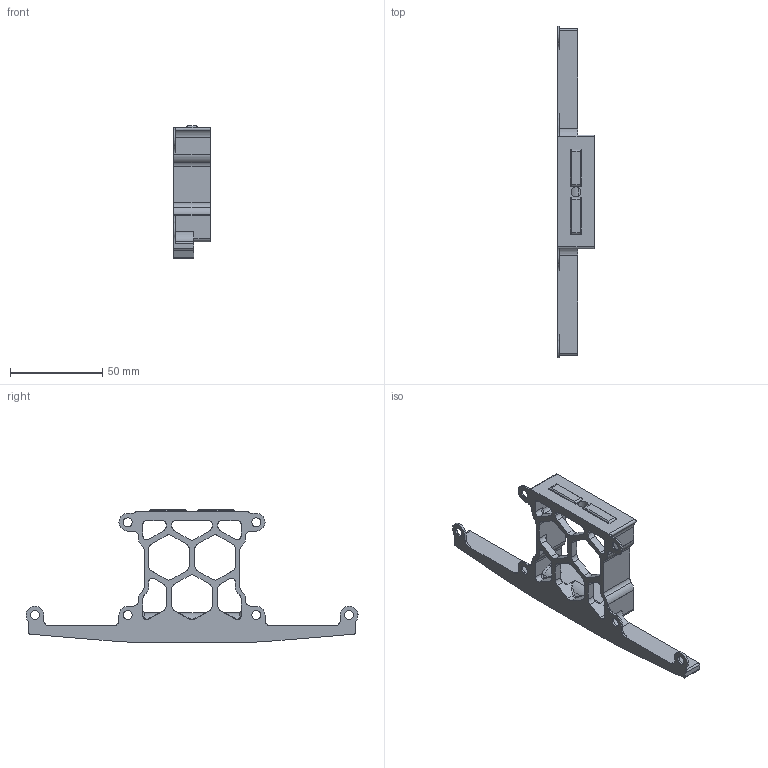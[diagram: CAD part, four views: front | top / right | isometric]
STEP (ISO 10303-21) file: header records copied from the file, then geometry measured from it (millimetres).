
FILE_DESCRIPTION(/* description */ (''),/* implementation_level */ '2;1');
FILE_NAME(/* name */ 'side_fan_support_x2.step',/* time_stamp */ '2020-05-11T18:41:25-07:00',/* author */ (''),/* organization */ (''),/* preprocessor_version */ 'ST-DEVELOPER v18.1',/* originating_system */ 'Autodesk Translation Framework v9.2.0.1227',/* authorisation */ '');
FILE_SCHEMA (('AUTOMOTIVE_DESIGN { 1 0 10303 214 3 1 1 }'));
Length unit declared in the file: millimetre
Products named in the file (1): Middle Fan Support
Bounding box: 20 x 180.01 x 72 mm (x, y, z)
Volume: 34825.9 mm3; surface area: 19565.2 mm2
Topology: 1 solids, 1 shells, 234 faces, 683 edges, 447 vertices
Faces by surface type: cylinder 122, plane 95, bspline 11, torus 6
Full cylindrical faces by diameter (mm): 4.7 x1, 4.8 x6, 5.4 x1
Entity records: 8274 total; most frequent: CARTESIAN_POINT 1800, DIRECTION 1378, ORIENTED_EDGE 1366, EDGE_CURVE 683, AXIS2_PLACEMENT_3D 491, VERTEX_POINT 447, LINE 396, VECTOR 396
